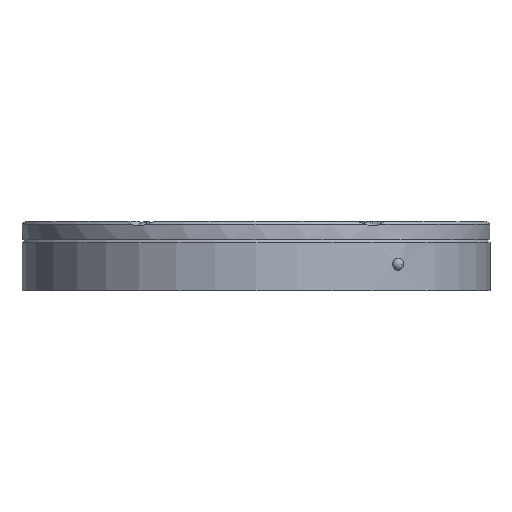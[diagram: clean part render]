
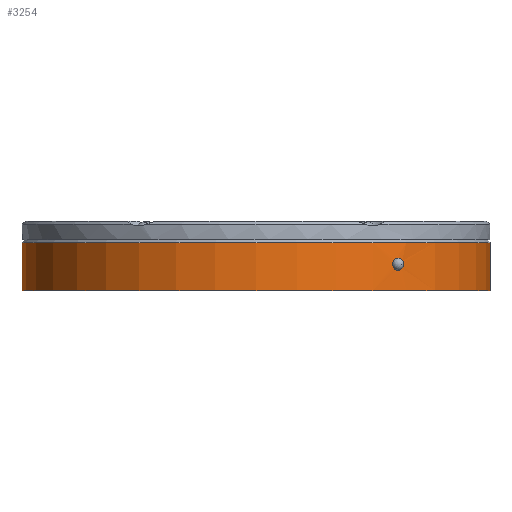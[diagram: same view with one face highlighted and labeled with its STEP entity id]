
A CAD part, left-side view. The second image highlights one B-rep face of the part: STEP entity #3254.
In plain terms, the highlighted cylindrical face has radius 38 mm (diameter 76 mm), a full revolution.
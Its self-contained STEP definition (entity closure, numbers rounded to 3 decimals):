
#272=B_SPLINE_CURVE_WITH_KNOTS('',3,(#7139,#7140,#7141,#7142,#7143,#7144,
#7145,#7146,#7147,#7148,#7149),.UNSPECIFIED.,.T.,.F.,(1,1,1,1,1,1,1,1,1,
1,1,1,1,1,1),(-0.002,-0.002,-0.001,
0.,0.001,0.002,0.002,
0.003,0.004,0.005,0.005,
0.006,0.007,0.008,0.009),
 .UNSPECIFIED.);
#585=CYLINDRICAL_SURFACE('',#3660,38.);
#1496=ORIENTED_EDGE('',*,*,#1997,.T.);
#1497=ORIENTED_EDGE('',*,*,#1998,.T.);
#1498=ORIENTED_EDGE('',*,*,#1999,.T.);
#1997=EDGE_CURVE('',#2347,#2347,#272,.F.);
#1998=EDGE_CURVE('',#2348,#2348,#2543,.T.);
#1999=EDGE_CURVE('',#2349,#2349,#2544,.F.);
#2347=VERTEX_POINT('',#7150);
#2348=VERTEX_POINT('',#7152);
#2349=VERTEX_POINT('',#7154);
#2543=CIRCLE('',#3661,38.);
#2544=CIRCLE('',#3662,38.);
#2755=EDGE_LOOP('',(#1496));
#2756=EDGE_LOOP('',(#1497));
#2757=EDGE_LOOP('',(#1498));
#2993=FACE_BOUND('',#2755,.T.);
#2994=FACE_BOUND('',#2756,.T.);
#2995=FACE_BOUND('',#2757,.T.);
#3254=ADVANCED_FACE('',(#2993,#2994,#2995),#585,.T.);
#3660=AXIS2_PLACEMENT_3D('',#7138,#4505,#4506);
#3661=AXIS2_PLACEMENT_3D('',#7151,#4507,#4508);
#3662=AXIS2_PLACEMENT_3D('',#7153,#4509,#4510);
#4505=DIRECTION('',(0.,0.,1.));
#4506=DIRECTION('',(1.,0.,0.));
#4507=DIRECTION('',(0.,0.,-1.));
#4508=DIRECTION('',(-1.,0.,0.));
#4509=DIRECTION('',(0.,0.,-1.));
#4510=DIRECTION('',(-1.,0.,0.));
#7138=CARTESIAN_POINT('',(0.,0.,-154.35));
#7139=CARTESIAN_POINT('',(-29.761,-23.631,-4.785));
#7140=CARTESIAN_POINT('',(-29.556,-23.884,-4.));
#7141=CARTESIAN_POINT('',(-29.761,-23.631,-3.216));
#7142=CARTESIAN_POINT('',(-30.242,-23.014,-2.892));
#7143=CARTESIAN_POINT('',(-30.709,-22.384,-3.216));
#7144=CARTESIAN_POINT('',(-30.898,-22.12,-4.));
#7145=CARTESIAN_POINT('',(-30.71,-22.383,-4.783));
#7146=CARTESIAN_POINT('',(-30.244,-23.013,-5.108));
#7147=CARTESIAN_POINT('',(-29.761,-23.631,-4.785));
#7148=CARTESIAN_POINT('',(-29.556,-23.884,-4.));
#7149=CARTESIAN_POINT('',(-29.761,-23.631,-3.216));
#7150=CARTESIAN_POINT('',(-29.624,-23.799,-4.));
#7151=CARTESIAN_POINT('',(0.,0.,-0.5));
#7152=CARTESIAN_POINT('',(-38.,0.,-0.5));
#7153=CARTESIAN_POINT('',(0.,0.,-8.35));
#7154=CARTESIAN_POINT('',(-38.,0.,-8.35));
